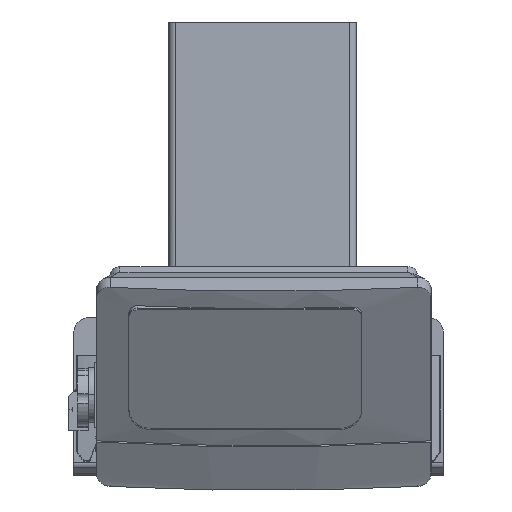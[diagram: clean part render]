
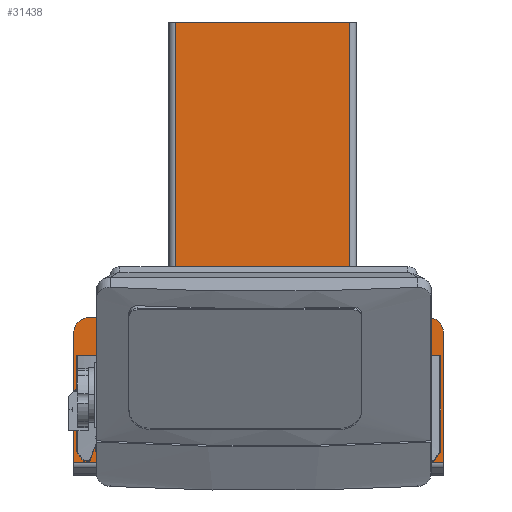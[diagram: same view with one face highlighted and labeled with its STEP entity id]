
A CAD part, top view. The second image highlights one B-rep face of the part: STEP entity #31438.
In plain terms, the highlighted free-form (B-spline) face has degree [1, 1] with [2, 2] control points.
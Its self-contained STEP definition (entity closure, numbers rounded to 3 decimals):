
#31090=CARTESIAN_POINT('',(-168.551,-278.658,-1.0));
#31091=VERTEX_POINT('',#31090);
#31100=CARTESIAN_POINT('',(-176.449,-274.343,-1.0));
#31101=VERTEX_POINT('',#31100);
#31102=CARTESIAN_POINT('',(-172.5,-276.5,-1.0));
#31103=DIRECTION('',(0.0,0.0,1.0));
#31104=DIRECTION('',(0.878,-0.479,0.0));
#31105=AXIS2_PLACEMENT_3D('',#31102,#31103,#31104);
#31106=CIRCLE('',#31105,4.5);
#31107=EDGE_CURVE('',#31091,#31101,#31106,.T.);
#31132=CARTESIAN_POINT('',(-168.551,-320.658,-1.0));
#31133=VERTEX_POINT('',#31132);
#31142=CARTESIAN_POINT('',(-176.449,-316.343,-1.0));
#31143=VERTEX_POINT('',#31142);
#31144=CARTESIAN_POINT('',(-172.5,-318.5,-1.0));
#31145=DIRECTION('',(0.0,0.0,1.0));
#31146=DIRECTION('',(0.878,-0.479,0.0));
#31147=AXIS2_PLACEMENT_3D('',#31144,#31145,#31146);
#31148=CIRCLE('',#31147,4.5);
#31149=EDGE_CURVE('',#31133,#31143,#31148,.T.);
#31174=CARTESIAN_POINT('',(166.449,-320.658,-1.0));
#31175=VERTEX_POINT('',#31174);
#31184=CARTESIAN_POINT('',(158.551,-316.343,-1.0));
#31185=VERTEX_POINT('',#31184);
#31186=CARTESIAN_POINT('',(162.5,-318.5,-1.0));
#31187=DIRECTION('',(0.0,0.0,1.0));
#31188=DIRECTION('',(0.878,-0.479,0.0));
#31189=AXIS2_PLACEMENT_3D('',#31186,#31187,#31188);
#31190=CIRCLE('',#31189,4.5);
#31191=EDGE_CURVE('',#31175,#31185,#31190,.T.);
#31216=CARTESIAN_POINT('',(166.449,-278.658,-1.0));
#31217=VERTEX_POINT('',#31216);
#31226=CARTESIAN_POINT('',(158.551,-274.343,-1.0));
#31227=VERTEX_POINT('',#31226);
#31228=CARTESIAN_POINT('',(162.5,-276.5,-1.0));
#31229=DIRECTION('',(0.0,0.0,1.0));
#31230=DIRECTION('',(0.878,-0.479,0.0));
#31231=AXIS2_PLACEMENT_3D('',#31228,#31229,#31230);
#31232=CIRCLE('',#31231,4.5);
#31233=EDGE_CURVE('',#31217,#31227,#31232,.T.);
#31269=CARTESIAN_POINT('',(167.5,-205.5,-1.0));
#31270=VERTEX_POINT('',#31269);
#31277=CARTESIAN_POINT('',(182.5,-220.5,-1.0));
#31278=VERTEX_POINT('',#31277);
#31279=CARTESIAN_POINT('',(167.5,-220.5,-1.0));
#31280=DIRECTION('',(0.0,0.0,-1.0));
#31281=DIRECTION('',(0.707,0.707,0.0));
#31282=AXIS2_PLACEMENT_3D('',#31279,#31280,#31281);
#31283=CIRCLE('',#31282,15.);
#31284=EDGE_CURVE('',#31270,#31278,#31283,.T.);
#31301=CARTESIAN_POINT('',(182.5,-352.81,-1.0));
#31302=VERTEX_POINT('',#31301);
#31303=CARTESIAN_POINT('',(182.5,-352.81,-1.0));
#31304=DIRECTION('',(0.0,1.0,0.0));
#31305=VECTOR('',#31304,132.31);
#31306=LINE('',#31303,#31305);
#31307=EDGE_CURVE('',#31302,#31278,#31306,.T.);
#31326=CARTESIAN_POINT('',(182.5,94.5,-1.0));
#31327=CARTESIAN_POINT('',(-192.5,94.5,-1.0));
#31328=CARTESIAN_POINT('',(182.5,-352.81,-1.0));
#31329=CARTESIAN_POINT('',(-192.5,-352.81,-1.0));
#31330=B_SPLINE_SURFACE_WITH_KNOTS('',1,1,((#31326,#31328),(#31327,#31329)),.UNSPECIFIED.,.F.,.F.,.U.,(2,2),(2,2),(0.0,375.),(0.0,447.31),.UNSPECIFIED.);
#31331=ORIENTED_EDGE('',*,*,#31284,.F.);
#31332=CARTESIAN_POINT('',(87.438,-205.5,-1.0));
#31333=VERTEX_POINT('',#31332);
#31334=CARTESIAN_POINT('',(87.438,-205.5,-1.0));
#31335=DIRECTION('',(1.0,0.0,0.0));
#31336=VECTOR('',#31335,80.062);
#31337=LINE('',#31334,#31336);
#31338=EDGE_CURVE('',#31333,#31270,#31337,.T.);
#31339=ORIENTED_EDGE('',*,*,#31338,.F.);
#31340=CARTESIAN_POINT('',(87.438,94.5,-1.0));
#31341=VERTEX_POINT('',#31340);
#31342=CARTESIAN_POINT('',(87.438,-205.5,-1.0));
#31343=DIRECTION('',(0.0,1.0,0.0));
#31344=VECTOR('',#31343,300.);
#31345=LINE('',#31342,#31344);
#31346=EDGE_CURVE('',#31341,#31333,#31345,.F.);
#31347=ORIENTED_EDGE('',*,*,#31346,.F.);
#31348=CARTESIAN_POINT('',(-89.562,94.5,-1.0));
#31349=VERTEX_POINT('',#31348);
#31350=CARTESIAN_POINT('',(-89.562,94.5,-1.0));
#31351=DIRECTION('',(1.0,0.0,0.0));
#31352=VECTOR('',#31351,177.0);
#31353=LINE('',#31350,#31352);
#31354=EDGE_CURVE('',#31349,#31341,#31353,.T.);
#31355=ORIENTED_EDGE('',*,*,#31354,.F.);
#31356=CARTESIAN_POINT('',(-89.562,-205.5,-1.0));
#31357=VERTEX_POINT('',#31356);
#31358=CARTESIAN_POINT('',(-89.562,-205.5,-1.0));
#31359=DIRECTION('',(0.0,1.0,0.0));
#31360=VECTOR('',#31359,300.);
#31361=LINE('',#31358,#31360);
#31362=EDGE_CURVE('',#31349,#31357,#31361,.F.);
#31363=ORIENTED_EDGE('',*,*,#31362,.T.);
#31364=CARTESIAN_POINT('',(-177.5,-205.5,-1.0));
#31365=VERTEX_POINT('',#31364);
#31366=CARTESIAN_POINT('',(-177.5,-205.5,-1.0));
#31367=DIRECTION('',(1.0,0.0,0.0));
#31368=VECTOR('',#31367,87.938);
#31369=LINE('',#31366,#31368);
#31370=EDGE_CURVE('',#31365,#31357,#31369,.T.);
#31371=ORIENTED_EDGE('',*,*,#31370,.F.);
#31372=CARTESIAN_POINT('',(-192.5,-220.5,-1.0));
#31373=VERTEX_POINT('',#31372);
#31374=CARTESIAN_POINT('',(-177.5,-220.5,-1.0));
#31375=DIRECTION('',(0.0,0.0,-1.0));
#31376=DIRECTION('',(-0.707,0.707,0.0));
#31377=AXIS2_PLACEMENT_3D('',#31374,#31375,#31376);
#31378=CIRCLE('',#31377,15.);
#31379=EDGE_CURVE('',#31373,#31365,#31378,.T.);
#31380=ORIENTED_EDGE('',*,*,#31379,.F.);
#31381=CARTESIAN_POINT('',(-192.5,-352.81,-1.0));
#31382=VERTEX_POINT('',#31381);
#31383=CARTESIAN_POINT('',(-192.5,-352.81,-1.0));
#31384=DIRECTION('',(0.0,1.0,0.0));
#31385=VECTOR('',#31384,132.31);
#31386=LINE('',#31383,#31385);
#31387=EDGE_CURVE('',#31373,#31382,#31386,.F.);
#31388=ORIENTED_EDGE('',*,*,#31387,.T.);
#31389=CARTESIAN_POINT('',(-192.5,-352.81,-1.0));
#31390=DIRECTION('',(1.0,0.0,0.0));
#31391=VECTOR('',#31390,375.0);
#31392=LINE('',#31389,#31391);
#31393=EDGE_CURVE('',#31302,#31382,#31392,.F.);
#31394=ORIENTED_EDGE('',*,*,#31393,.F.);
#31395=ORIENTED_EDGE('',*,*,#31307,.T.);
#31396=EDGE_LOOP('',(#31331,#31339,#31347,#31355,#31363,#31371,#31380,#31388,#31394,#31395));
#31397=FACE_OUTER_BOUND('',#31396,.T.);
#31398=ORIENTED_EDGE('',*,*,#31191,.F.);
#31399=CARTESIAN_POINT('',(162.5,-318.5,-1.0));
#31400=DIRECTION('',(0.0,0.0,1.0));
#31401=DIRECTION('',(0.878,-0.479,0.0));
#31402=AXIS2_PLACEMENT_3D('',#31399,#31400,#31401);
#31403=CIRCLE('',#31402,4.5);
#31404=EDGE_CURVE('',#31185,#31175,#31403,.T.);
#31405=ORIENTED_EDGE('',*,*,#31404,.F.);
#31406=EDGE_LOOP('',(#31398,#31405));
#31407=FACE_BOUND('',#31406,.T.);
#31408=ORIENTED_EDGE('',*,*,#31233,.F.);
#31409=CARTESIAN_POINT('',(162.5,-276.5,-1.0));
#31410=DIRECTION('',(0.0,0.0,1.0));
#31411=DIRECTION('',(0.878,-0.479,0.0));
#31412=AXIS2_PLACEMENT_3D('',#31409,#31410,#31411);
#31413=CIRCLE('',#31412,4.5);
#31414=EDGE_CURVE('',#31227,#31217,#31413,.T.);
#31415=ORIENTED_EDGE('',*,*,#31414,.F.);
#31416=EDGE_LOOP('',(#31408,#31415));
#31417=FACE_BOUND('',#31416,.T.);
#31418=ORIENTED_EDGE('',*,*,#31107,.F.);
#31419=CARTESIAN_POINT('',(-172.5,-276.5,-1.0));
#31420=DIRECTION('',(0.0,0.0,1.0));
#31421=DIRECTION('',(0.878,-0.479,0.0));
#31422=AXIS2_PLACEMENT_3D('',#31419,#31420,#31421);
#31423=CIRCLE('',#31422,4.5);
#31424=EDGE_CURVE('',#31101,#31091,#31423,.T.);
#31425=ORIENTED_EDGE('',*,*,#31424,.F.);
#31426=EDGE_LOOP('',(#31418,#31425));
#31427=FACE_BOUND('',#31426,.T.);
#31428=CARTESIAN_POINT('',(-172.5,-318.5,-1.0));
#31429=DIRECTION('',(0.0,0.0,1.0));
#31430=DIRECTION('',(0.878,-0.479,0.0));
#31431=AXIS2_PLACEMENT_3D('',#31428,#31429,#31430);
#31432=CIRCLE('',#31431,4.5);
#31433=EDGE_CURVE('',#31143,#31133,#31432,.T.);
#31434=ORIENTED_EDGE('',*,*,#31433,.F.);
#31435=ORIENTED_EDGE('',*,*,#31149,.F.);
#31436=EDGE_LOOP('',(#31434,#31435));
#31437=FACE_BOUND('',#31436,.T.);
#31438=ADVANCED_FACE('',(#31397,#31407,#31417,#31427,#31437),#31330,.T.);
